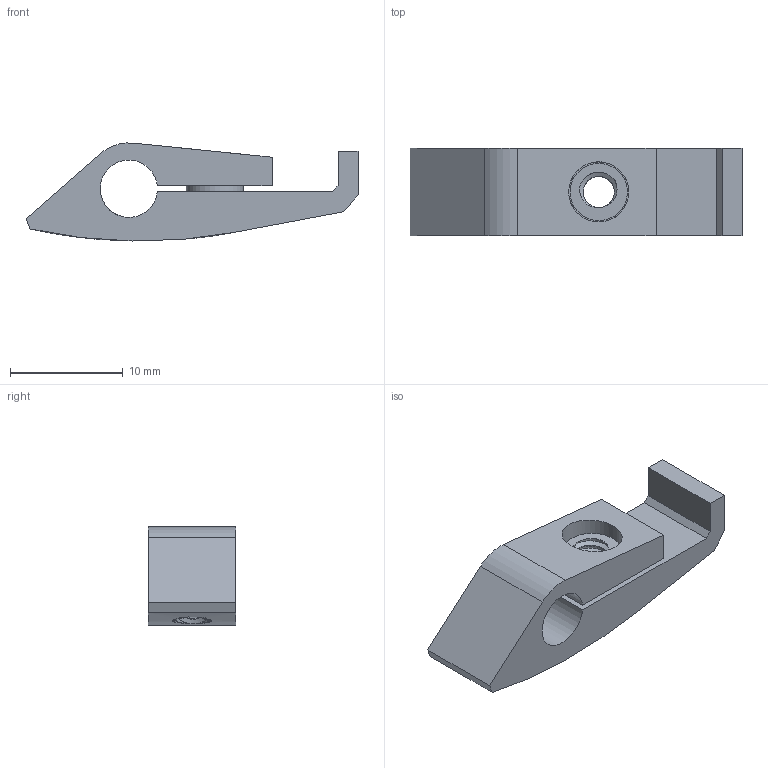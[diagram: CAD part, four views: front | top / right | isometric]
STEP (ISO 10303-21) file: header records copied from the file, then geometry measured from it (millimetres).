
FILE_DESCRIPTION(/* description */ (''),/* implementation_level */ '2;1');
FILE_NAME(/* name */ 'finger alignment plate.step',/* time_stamp */ '2019-08-01T01:23:43-04:00',/* author */ (''),/* organization */ (''),/* preprocessor_version */ 'ST-DEVELOPER v18',/* originating_system */ 'Autodesk Translation Framework v8.2.0.1029',/* authorisation */ '');
FILE_SCHEMA (('AUTOMOTIVE_DESIGN { 1 0 10303 214 3 1 1 }'));
Length unit declared in the file: inch
Products named in the file (1): finger alignment plate
Bounding box: 29.44 x 7.77 x 8.7 mm (x, y, z)
Volume: 1018.1 mm3; surface area: 1292.5 mm2
Topology: 1 solids, 1 shells, 75 faces, 210 edges, 138 vertices
Faces by surface type: cylinder 44, plane 18, bspline 13
Full cylindrical faces by diameter (mm): 2.769 x10, 3.505 x11, 5.08 x1, 5.334 x1
Entity records: 5457 total; most frequent: CARTESIAN_POINT 3750, ORIENTED_EDGE 420, DIRECTION 223, EDGE_CURVE 210, VERTEX_POINT 138, B_SPLINE_CURVE_WITH_KNOTS 127, EDGE_LOOP 82, AXIS2_PLACEMENT_3D 77
